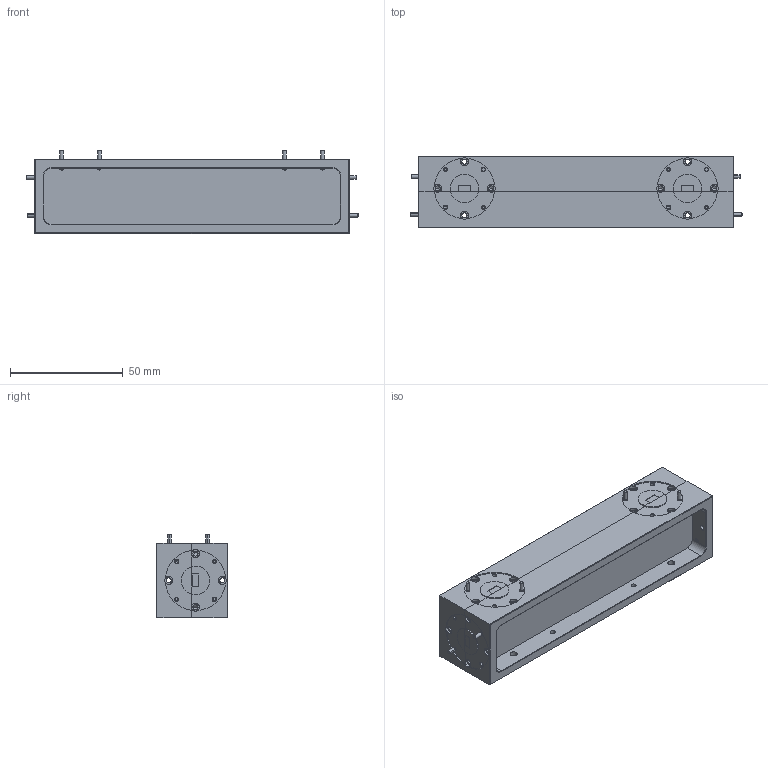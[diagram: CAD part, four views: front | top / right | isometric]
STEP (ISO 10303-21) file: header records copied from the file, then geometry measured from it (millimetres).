
FILE_DESCRIPTION (( 'STEP AP203' ), '1' );
FILE_NAME ('WD-BB-Q-A.STEP', '2022-12-28T20:35:54', ( '' ), ( '' ), 'SwSTEP 2.0', 'SolidWorks 2021', '' );
FILE_SCHEMA (( 'CONFIG_CONTROL_DESIGN' ));
Length unit declared in the file: inch
Products named in the file (1): WD-BB-Q-A
Bounding box: 147.45 x 31.75 x 36.89 mm (x, y, z)
Volume: 89562.1 mm3; surface area: 37461 mm2
Topology: 16 solids, 16 shells, 1124 faces, 2632 edges, 1572 vertices
Faces by surface type: plane 412, cylinder 390, cone 318, bspline 4
Entity records: 32889 total; most frequent: CARTESIAN_POINT 6537, DIRECTION 5846, ORIENTED_EDGE 5232, EDGE_CURVE 2616, AXIS2_PLACEMENT_3D 2281, VERTEX_POINT 1572, VECTOR 1284, LINE 1284
